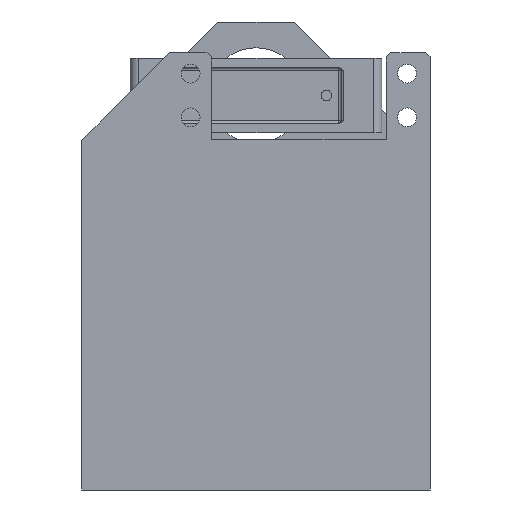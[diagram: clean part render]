
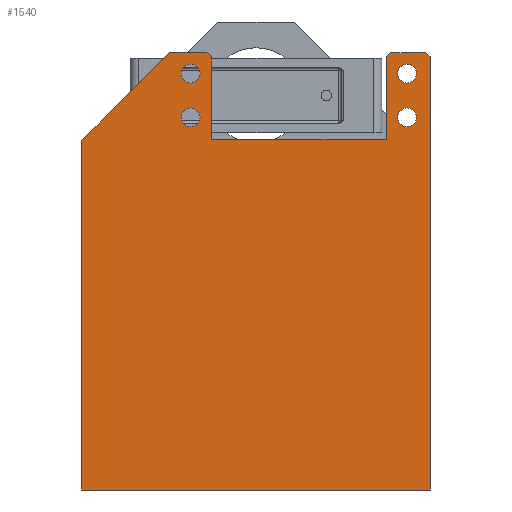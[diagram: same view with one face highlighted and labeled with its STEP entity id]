
A CAD part, left-side view. The second image highlights one B-rep face of the part: STEP entity #1540.
In plain terms, the highlighted planar face has unit normal (-1, 0, 0).
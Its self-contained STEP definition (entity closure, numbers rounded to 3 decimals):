
#69=FACE_BOUND('',#274,.T.);
#70=FACE_BOUND('',#275,.T.);
#71=FACE_BOUND('',#276,.T.);
#72=FACE_BOUND('',#277,.T.);
#96=CIRCLE('',#1652,2.15);
#97=CIRCLE('',#1653,2.15);
#98=CIRCLE('',#1654,2.15);
#99=CIRCLE('',#1655,2.15);
#178=FACE_OUTER_BOUND('',#273,.T.);
#273=EDGE_LOOP('',(#1049,#1050,#1051,#1052,#1053,#1054,#1055,#1056,#1057,
#1058,#1059,#1060));
#274=EDGE_LOOP('',(#1061));
#275=EDGE_LOOP('',(#1062));
#276=EDGE_LOOP('',(#1063));
#277=EDGE_LOOP('',(#1064));
#395=LINE('',#2324,#535);
#397=LINE('',#2328,#537);
#400=LINE('',#2334,#540);
#401=LINE('',#2336,#541);
#402=LINE('',#2338,#542);
#403=LINE('',#2340,#543);
#404=LINE('',#2342,#544);
#405=LINE('',#2344,#545);
#406=LINE('',#2346,#546);
#407=LINE('',#2348,#547);
#408=LINE('',#2350,#548);
#409=LINE('',#2351,#549);
#535=VECTOR('',#1830,10.);
#537=VECTOR('',#1834,10.);
#540=VECTOR('',#1839,10.);
#541=VECTOR('',#1840,10.);
#542=VECTOR('',#1841,10.);
#543=VECTOR('',#1842,10.);
#544=VECTOR('',#1843,10.);
#545=VECTOR('',#1844,10.);
#546=VECTOR('',#1845,10.);
#547=VECTOR('',#1846,10.);
#548=VECTOR('',#1847,10.);
#549=VECTOR('',#1848,10.);
#675=VERTEX_POINT('',#2321);
#676=VERTEX_POINT('',#2323);
#677=VERTEX_POINT('',#2327);
#679=VERTEX_POINT('',#2333);
#680=VERTEX_POINT('',#2335);
#681=VERTEX_POINT('',#2337);
#682=VERTEX_POINT('',#2339);
#683=VERTEX_POINT('',#2341);
#684=VERTEX_POINT('',#2343);
#685=VERTEX_POINT('',#2345);
#686=VERTEX_POINT('',#2347);
#687=VERTEX_POINT('',#2349);
#688=VERTEX_POINT('',#2352);
#689=VERTEX_POINT('',#2354);
#690=VERTEX_POINT('',#2356);
#691=VERTEX_POINT('',#2358);
#819=EDGE_CURVE('',#675,#676,#395,.T.);
#821=EDGE_CURVE('',#677,#676,#397,.T.);
#824=EDGE_CURVE('',#679,#675,#400,.T.);
#825=EDGE_CURVE('',#679,#680,#401,.T.);
#826=EDGE_CURVE('',#681,#680,#402,.T.);
#827=EDGE_CURVE('',#681,#682,#403,.T.);
#828=EDGE_CURVE('',#682,#683,#404,.T.);
#829=EDGE_CURVE('',#684,#683,#405,.T.);
#830=EDGE_CURVE('',#685,#684,#406,.T.);
#831=EDGE_CURVE('',#686,#685,#407,.T.);
#832=EDGE_CURVE('',#686,#687,#408,.T.);
#833=EDGE_CURVE('',#687,#677,#409,.T.);
#834=EDGE_CURVE('',#688,#688,#96,.T.);
#835=EDGE_CURVE('',#689,#689,#97,.T.);
#836=EDGE_CURVE('',#690,#690,#98,.T.);
#837=EDGE_CURVE('',#691,#691,#99,.T.);
#1049=ORIENTED_EDGE('',*,*,#819,.F.);
#1050=ORIENTED_EDGE('',*,*,#824,.F.);
#1051=ORIENTED_EDGE('',*,*,#825,.T.);
#1052=ORIENTED_EDGE('',*,*,#826,.F.);
#1053=ORIENTED_EDGE('',*,*,#827,.T.);
#1054=ORIENTED_EDGE('',*,*,#828,.T.);
#1055=ORIENTED_EDGE('',*,*,#829,.F.);
#1056=ORIENTED_EDGE('',*,*,#830,.F.);
#1057=ORIENTED_EDGE('',*,*,#831,.F.);
#1058=ORIENTED_EDGE('',*,*,#832,.T.);
#1059=ORIENTED_EDGE('',*,*,#833,.T.);
#1060=ORIENTED_EDGE('',*,*,#821,.T.);
#1061=ORIENTED_EDGE('',*,*,#834,.T.);
#1062=ORIENTED_EDGE('',*,*,#835,.T.);
#1063=ORIENTED_EDGE('',*,*,#836,.T.);
#1064=ORIENTED_EDGE('',*,*,#837,.T.);
#1491=PLANE('',#1651);
#1540=ADVANCED_FACE('',(#178,#69,#70,#71,#72),#1491,.T.);
#1651=AXIS2_PLACEMENT_3D('',#2332,#1837,#1838);
#1652=AXIS2_PLACEMENT_3D('',#2353,#1849,#1850);
#1653=AXIS2_PLACEMENT_3D('',#2355,#1851,#1852);
#1654=AXIS2_PLACEMENT_3D('',#2357,#1853,#1854);
#1655=AXIS2_PLACEMENT_3D('',#2359,#1855,#1856);
#1830=DIRECTION('',(0.,-0.707,-0.707));
#1834=DIRECTION('',(0.,0.,1.));
#1837=DIRECTION('center_axis',(-1.,0.,0.));
#1838=DIRECTION('ref_axis',(0.,-1.,0.));
#1839=DIRECTION('',(0.,-1.,0.));
#1840=DIRECTION('',(0.,0.707,-0.707));
#1841=DIRECTION('',(0.,0.,1.));
#1842=DIRECTION('',(0.,-1.,0.));
#1843=DIRECTION('',(0.,0.,1.));
#1844=DIRECTION('',(0.,-0.707,-0.707));
#1845=DIRECTION('',(0.,-1.,0.));
#1846=DIRECTION('',(0.,-0.707,0.707));
#1847=DIRECTION('',(0.,0.,-1.));
#1848=DIRECTION('',(0.,1.,0.));
#1849=DIRECTION('center_axis',(1.,0.,0.));
#1850=DIRECTION('ref_axis',(0.,1.,0.));
#1851=DIRECTION('center_axis',(1.,0.,0.));
#1852=DIRECTION('ref_axis',(0.,1.,0.));
#1853=DIRECTION('center_axis',(1.,0.,0.));
#1854=DIRECTION('ref_axis',(0.,1.,0.));
#1855=DIRECTION('center_axis',(1.,0.,0.));
#1856=DIRECTION('ref_axis',(0.,1.,0.));
#2321=CARTESIAN_POINT('',(-54.735,11.2,103.));
#2323=CARTESIAN_POINT('',(-54.735,10.2,102.));
#2324=CARTESIAN_POINT('',(-54.735,-6.9,84.9));
#2327=CARTESIAN_POINT('',(-54.735,10.2,83.2));
#2328=CARTESIAN_POINT('',(-54.735,10.2,53.));
#2332=CARTESIAN_POINT('Origin',(-54.735,39.8,3.));
#2333=CARTESIAN_POINT('',(-54.735,19.8,103.));
#2334=CARTESIAN_POINT('',(-54.735,39.8,103.));
#2335=CARTESIAN_POINT('',(-54.735,39.8,83.));
#2336=CARTESIAN_POINT('',(-54.735,59.8,63.));
#2337=CARTESIAN_POINT('',(-54.735,39.8,3.));
#2338=CARTESIAN_POINT('',(-54.735,39.8,3.));
#2339=CARTESIAN_POINT('',(-54.735,-39.8,3.));
#2340=CARTESIAN_POINT('',(-54.735,39.8,3.));
#2341=CARTESIAN_POINT('',(-54.735,-39.8,102.));
#2342=CARTESIAN_POINT('',(-54.735,-39.8,3.));
#2343=CARTESIAN_POINT('',(-54.735,-38.8,103.));
#2344=CARTESIAN_POINT('',(-54.735,-44.4,97.4));
#2345=CARTESIAN_POINT('',(-54.735,-30.8,103.));
#2346=CARTESIAN_POINT('',(-54.735,39.8,103.));
#2347=CARTESIAN_POINT('',(-54.735,-29.8,102.));
#2348=CARTESIAN_POINT('',(-54.735,12.1,60.1));
#2349=CARTESIAN_POINT('',(-54.735,-29.8,83.2));
#2350=CARTESIAN_POINT('',(-54.735,-29.8,43.1));
#2351=CARTESIAN_POINT('',(-54.735,25.,83.2));
#2352=CARTESIAN_POINT('',(-54.735,-36.7,88.2));
#2353=CARTESIAN_POINT('Origin',(-54.735,-34.55,88.2));
#2354=CARTESIAN_POINT('',(-54.735,12.8,98.2));
#2355=CARTESIAN_POINT('Origin',(-54.735,14.95,98.2));
#2356=CARTESIAN_POINT('',(-54.735,-36.7,98.2));
#2357=CARTESIAN_POINT('Origin',(-54.735,-34.55,98.2));
#2358=CARTESIAN_POINT('',(-54.735,12.8,88.2));
#2359=CARTESIAN_POINT('Origin',(-54.735,14.95,88.2));
